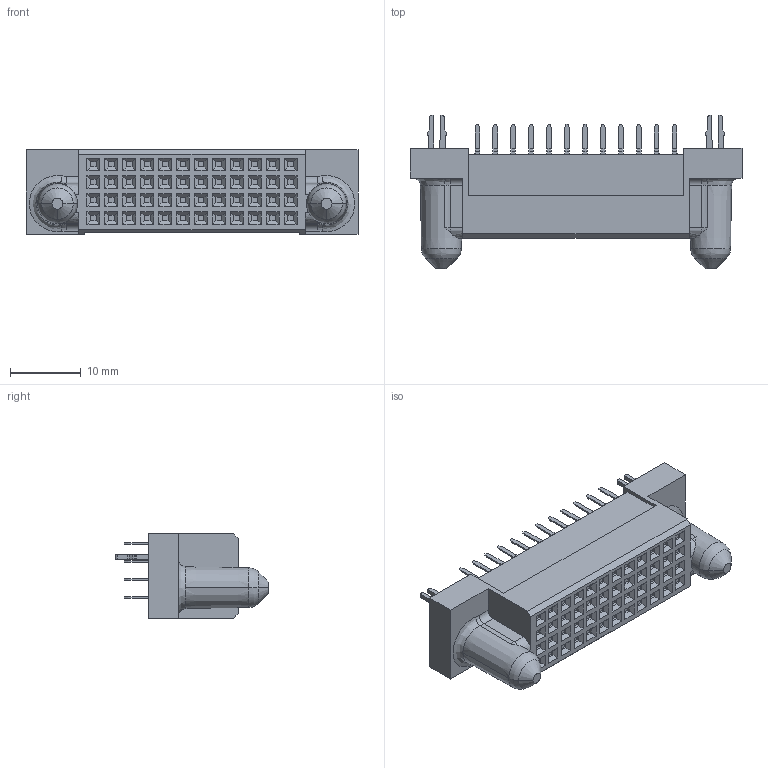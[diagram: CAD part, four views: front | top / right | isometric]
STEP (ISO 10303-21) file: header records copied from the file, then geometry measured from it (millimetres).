
FILE_DESCRIPTION( ('This file contains a STEP AP42 implementation' ,'as created by ZW3D STEP Interface translator.') ,'2;1' );
FILE_NAME( 'P5FSA-XXW5AMA11.stp' ,'23 925.105333', (''), ('ZWCAD Software Co.'), 'Version 1.0', 'ZW3D to STEP translator', '' );
FILE_SCHEMA(('AUTOMOTIVE_DESIGN { 1 0 10303 214 1 1 1 1 }'));
Length unit declared in the file: millimetre
Products named in the file (2): 0; P5FSA-XXW5AMA11
Bounding box: 47 x 21.7 x 11.94 mm (x, y, z)
Volume: 5338.9 mm3; surface area: 3581.1 mm2
Topology: 1 solids, 1 shells, 1560 faces, 3776 edges, 2304 vertices
Faces by surface type: plane 1343, cylinder 108, bspline 89, cone 20
Entity records: 48283 total; most frequent: CARTESIAN_POINT 11108, ORIENTED_EDGE 7560, DIRECTION 6824, EDGE_CURVE 3776, VECTOR 3128, LINE 3128, VERTEX_POINT 2304, AXIS2_PLACEMENT_3D 1848
